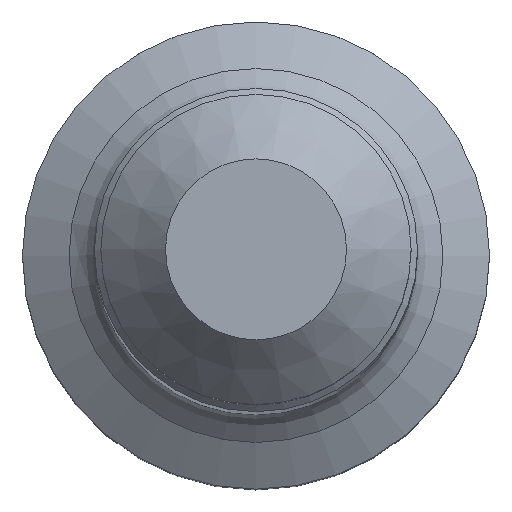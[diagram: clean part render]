
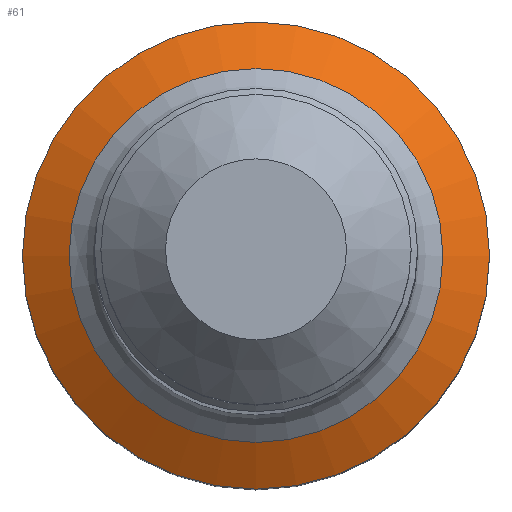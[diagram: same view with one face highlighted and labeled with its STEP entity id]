
A CAD part, top view. The second image highlights one B-rep face of the part: STEP entity #61.
In plain terms, the highlighted conical face has half-angle 60 degrees and reference radius 3.35 mm.
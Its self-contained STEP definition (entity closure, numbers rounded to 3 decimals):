
#50=CONICAL_SURFACE('',#267,3.35,60.);
#61=ADVANCED_FACE('',(#86,#87),#50,.T.);
#86=FACE_BOUND('',#114,.T.);
#87=FACE_BOUND('',#115,.T.);
#114=EDGE_LOOP('',(#144));
#115=EDGE_LOOP('',(#145));
#144=ORIENTED_EDGE('',*,*,#189,.T.);
#145=ORIENTED_EDGE('',*,*,#184,.F.);
#168=VERTEX_POINT('',#392);
#173=VERTEX_POINT('',#405);
#184=EDGE_CURVE('',#168,#168,#199,.T.);
#189=EDGE_CURVE('',#173,#173,#204,.T.);
#199=CIRCLE('',#258,5.06);
#204=CIRCLE('',#266,4.05);
#258=AXIS2_PLACEMENT_3D('',#391,#298,#299);
#266=AXIS2_PLACEMENT_3D('',#404,#314,#315);
#267=AXIS2_PLACEMENT_3D('',#406,#316,#317);
#298=DIRECTION('',(0.,0.,-1.));
#299=DIRECTION('',(-1.,0.,0.));
#314=DIRECTION('',(0.,0.,-1.));
#315=DIRECTION('',(-1.,0.,0.));
#316=DIRECTION('',(0.,0.,-1.));
#317=DIRECTION('',(-1.,0.,0.));
#391=CARTESIAN_POINT('',(0.,0.,-76.885));
#392=CARTESIAN_POINT('',(-5.06,0.,-76.885));
#404=CARTESIAN_POINT('',(0.,0.,-76.301));
#405=CARTESIAN_POINT('',(-4.05,0.,-76.301));
#406=CARTESIAN_POINT('',(0.,0.,-75.897));
